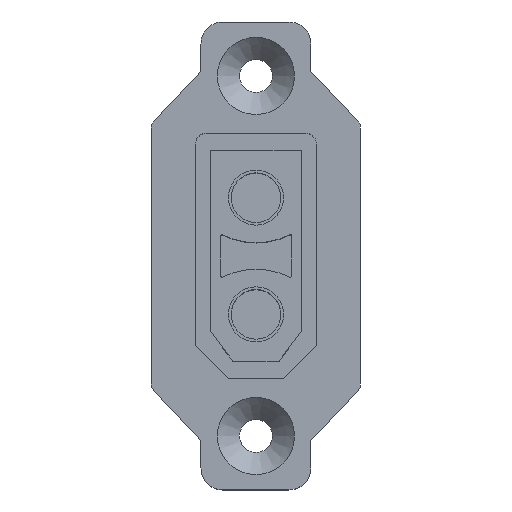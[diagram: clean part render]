
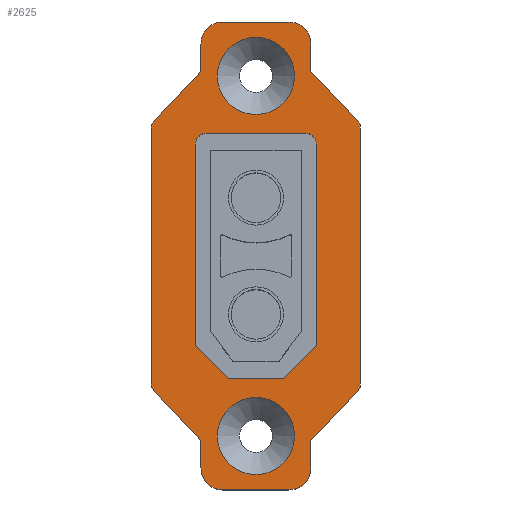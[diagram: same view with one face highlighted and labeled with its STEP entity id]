
A CAD part, top view. The second image highlights one B-rep face of the part: STEP entity #2625.
In plain terms, the highlighted planar face has unit normal (0, 0, 1).
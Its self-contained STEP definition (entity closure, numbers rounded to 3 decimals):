
#2142 = VERTEX_POINT('',#2143);
#2143 = CARTESIAN_POINT('',(5.5,-10.15,0.));
#2149 = EDGE_CURVE('',#2142,#2150,#2152,.T.);
#2150 = VERTEX_POINT('',#2151);
#2151 = CARTESIAN_POINT('',(4.5,-11.15,0.));
#2152 = CIRCLE('',#2153,1.);
#2153 = AXIS2_PLACEMENT_3D('',#2154,#2155,#2156);
#2154 = CARTESIAN_POINT('',(4.5,-10.15,0.));
#2155 = DIRECTION('',(0.,0.,-1.));
#2156 = DIRECTION('',(0.,1.,0.));
#2173 = EDGE_CURVE('',#2142,#2174,#2176,.T.);
#2174 = VERTEX_POINT('',#2175);
#2175 = CARTESIAN_POINT('',(5.5,8.15,0.));
#2176 = LINE('',#2177,#2178);
#2177 = CARTESIAN_POINT('',(5.5,-11.15,0.));
#2178 = VECTOR('',#2179,1.);
#2179 = DIRECTION('',(0.,1.,0.));
#2197 = EDGE_CURVE('',#2150,#2198,#2200,.T.);
#2198 = VERTEX_POINT('',#2199);
#2199 = CARTESIAN_POINT('',(-4.5,-11.15,0.));
#2200 = LINE('',#2201,#2202);
#2201 = CARTESIAN_POINT('',(5.5,-11.15,0.));
#2202 = VECTOR('',#2203,1.);
#2203 = DIRECTION('',(-1.,0.,0.));
#2221 = EDGE_CURVE('',#2174,#2222,#2224,.T.);
#2222 = VERTEX_POINT('',#2223);
#2223 = CARTESIAN_POINT('',(2.5,11.15,0.));
#2224 = LINE('',#2225,#2226);
#2225 = CARTESIAN_POINT('',(5.413,8.238,0.));
#2226 = VECTOR('',#2227,1.);
#2227 = DIRECTION('',(-0.707,0.707,0.));
#2246 = EDGE_CURVE('',#2198,#2247,#2249,.T.);
#2247 = VERTEX_POINT('',#2248);
#2248 = CARTESIAN_POINT('',(-5.5,-10.15,0.));
#2249 = CIRCLE('',#2250,1.);
#2250 = AXIS2_PLACEMENT_3D('',#2251,#2252,#2253);
#2251 = CARTESIAN_POINT('',(-4.5,-10.15,0.));
#2252 = DIRECTION('',(0.,0.,-1.));
#2253 = DIRECTION('',(0.,1.,0.));
#2270 = EDGE_CURVE('',#2222,#2271,#2273,.T.);
#2271 = VERTEX_POINT('',#2272);
#2272 = CARTESIAN_POINT('',(-2.5,11.15,0.));
#2273 = LINE('',#2274,#2275);
#2274 = CARTESIAN_POINT('',(5.5,11.15,0.));
#2275 = VECTOR('',#2276,1.);
#2276 = DIRECTION('',(-1.,0.,0.));
#2294 = EDGE_CURVE('',#2295,#2247,#2297,.T.);
#2295 = VERTEX_POINT('',#2296);
#2296 = CARTESIAN_POINT('',(-5.5,8.15,0.));
#2297 = LINE('',#2298,#2299);
#2298 = CARTESIAN_POINT('',(-5.5,11.15,0.));
#2299 = VECTOR('',#2300,1.);
#2300 = DIRECTION('',(0.,-1.,0.));
#2318 = EDGE_CURVE('',#2271,#2295,#2319,.T.);
#2319 = LINE('',#2320,#2321);
#2320 = CARTESIAN_POINT('',(-5.413,8.238,0.));
#2321 = VECTOR('',#2322,1.);
#2322 = DIRECTION('',(-0.707,-0.707,0.));
#2625 = ADVANCED_FACE('',(#2626,#2636,#2806,#2817),#2828,.T.);
#2626 = FACE_BOUND('',#2627,.T.);
#2627 = EDGE_LOOP('',(#2628,#2629,#2630,#2631,#2632,#2633,#2634,#2635));
#2628 = ORIENTED_EDGE('',*,*,#2173,.F.);
#2629 = ORIENTED_EDGE('',*,*,#2149,.T.);
#2630 = ORIENTED_EDGE('',*,*,#2197,.T.);
#2631 = ORIENTED_EDGE('',*,*,#2246,.T.);
#2632 = ORIENTED_EDGE('',*,*,#2294,.F.);
#2633 = ORIENTED_EDGE('',*,*,#2318,.F.);
#2634 = ORIENTED_EDGE('',*,*,#2270,.F.);
#2635 = ORIENTED_EDGE('',*,*,#2221,.F.);
#2636 = FACE_BOUND('',#2637,.T.);
#2637 = EDGE_LOOP('',(#2638,#2648,#2657,#2665,#2674,#2682,#2690,#2699,
    #2707,#2716,#2724,#2732,#2741,#2749,#2758,#2766,#2774,#2783,#2791,
    #2800));
#2638 = ORIENTED_EDGE('',*,*,#2639,.F.);
#2639 = EDGE_CURVE('',#2640,#2642,#2644,.T.);
#2640 = VERTEX_POINT('',#2641);
#2641 = CARTESIAN_POINT('',(-9.226,12.289,0.));
#2642 = VERTEX_POINT('',#2643);
#2643 = CARTESIAN_POINT('',(-5.,16.75,0.));
#2644 = LINE('',#2645,#2646);
#2645 = CARTESIAN_POINT('',(-9.5,12.,0.));
#2646 = VECTOR('',#2647,1.);
#2647 = DIRECTION('',(0.688,0.726,0.));
#2648 = ORIENTED_EDGE('',*,*,#2649,.T.);
#2649 = EDGE_CURVE('',#2640,#2650,#2652,.T.);
#2650 = VERTEX_POINT('',#2651);
#2651 = CARTESIAN_POINT('',(-9.5,11.602,0.));
#2652 = CIRCLE('',#2653,1.);
#2653 = AXIS2_PLACEMENT_3D('',#2654,#2655,#2656);
#2654 = CARTESIAN_POINT('',(-8.5,11.602,0.));
#2655 = DIRECTION('',(0.,-0.,1.));
#2656 = DIRECTION('',(0.,1.,0.));
#2657 = ORIENTED_EDGE('',*,*,#2658,.F.);
#2658 = EDGE_CURVE('',#2659,#2650,#2661,.T.);
#2659 = VERTEX_POINT('',#2660);
#2660 = CARTESIAN_POINT('',(-9.5,-11.602,0.));
#2661 = LINE('',#2662,#2663);
#2662 = CARTESIAN_POINT('',(-9.5,-12.,0.));
#2663 = VECTOR('',#2664,1.);
#2664 = DIRECTION('',(0.,1.,0.));
#2665 = ORIENTED_EDGE('',*,*,#2666,.T.);
#2666 = EDGE_CURVE('',#2659,#2667,#2669,.T.);
#2667 = VERTEX_POINT('',#2668);
#2668 = CARTESIAN_POINT('',(-9.226,-12.289,0.));
#2669 = CIRCLE('',#2670,1.);
#2670 = AXIS2_PLACEMENT_3D('',#2671,#2672,#2673);
#2671 = CARTESIAN_POINT('',(-8.5,-11.602,0.));
#2672 = DIRECTION('',(0.,-0.,1.));
#2673 = DIRECTION('',(0.,1.,0.));
#2674 = ORIENTED_EDGE('',*,*,#2675,.T.);
#2675 = EDGE_CURVE('',#2667,#2676,#2678,.T.);
#2676 = VERTEX_POINT('',#2677);
#2677 = CARTESIAN_POINT('',(-5.,-16.75,0.));
#2678 = LINE('',#2679,#2680);
#2679 = CARTESIAN_POINT('',(-9.5,-12.,0.));
#2680 = VECTOR('',#2681,1.);
#2681 = DIRECTION('',(0.688,-0.726,0.));
#2682 = ORIENTED_EDGE('',*,*,#2683,.T.);
#2683 = EDGE_CURVE('',#2676,#2684,#2686,.T.);
#2684 = VERTEX_POINT('',#2685);
#2685 = CARTESIAN_POINT('',(-5.,-19.25,0.));
#2686 = LINE('',#2687,#2688);
#2687 = CARTESIAN_POINT('',(-5.,-16.75,0.));
#2688 = VECTOR('',#2689,1.);
#2689 = DIRECTION('',(0.,-1.,0.));
#2690 = ORIENTED_EDGE('',*,*,#2691,.F.);
#2691 = EDGE_CURVE('',#2692,#2684,#2694,.T.);
#2692 = VERTEX_POINT('',#2693);
#2693 = CARTESIAN_POINT('',(-3.,-21.25,0.));
#2694 = CIRCLE('',#2695,2.);
#2695 = AXIS2_PLACEMENT_3D('',#2696,#2697,#2698);
#2696 = CARTESIAN_POINT('',(-3.,-19.25,0.));
#2697 = DIRECTION('',(0.,0.,-1.));
#2698 = DIRECTION('',(0.,1.,0.));
#2699 = ORIENTED_EDGE('',*,*,#2700,.T.);
#2700 = EDGE_CURVE('',#2692,#2701,#2703,.T.);
#2701 = VERTEX_POINT('',#2702);
#2702 = CARTESIAN_POINT('',(3.,-21.25,0.));
#2703 = LINE('',#2704,#2705);
#2704 = CARTESIAN_POINT('',(-5.,-21.25,0.));
#2705 = VECTOR('',#2706,1.);
#2706 = DIRECTION('',(1.,0.,0.));
#2707 = ORIENTED_EDGE('',*,*,#2708,.F.);
#2708 = EDGE_CURVE('',#2709,#2701,#2711,.T.);
#2709 = VERTEX_POINT('',#2710);
#2710 = CARTESIAN_POINT('',(5.,-19.25,0.));
#2711 = CIRCLE('',#2712,2.);
#2712 = AXIS2_PLACEMENT_3D('',#2713,#2714,#2715);
#2713 = CARTESIAN_POINT('',(3.,-19.25,0.));
#2714 = DIRECTION('',(0.,0.,-1.));
#2715 = DIRECTION('',(0.,1.,0.));
#2716 = ORIENTED_EDGE('',*,*,#2717,.T.);
#2717 = EDGE_CURVE('',#2709,#2718,#2720,.T.);
#2718 = VERTEX_POINT('',#2719);
#2719 = CARTESIAN_POINT('',(5.,-16.75,0.));
#2720 = LINE('',#2721,#2722);
#2721 = CARTESIAN_POINT('',(5.,-21.25,0.));
#2722 = VECTOR('',#2723,1.);
#2723 = DIRECTION('',(0.,1.,0.));
#2724 = ORIENTED_EDGE('',*,*,#2725,.T.);
#2725 = EDGE_CURVE('',#2718,#2726,#2728,.T.);
#2726 = VERTEX_POINT('',#2727);
#2727 = CARTESIAN_POINT('',(9.226,-12.289,0.));
#2728 = LINE('',#2729,#2730);
#2729 = CARTESIAN_POINT('',(5.,-16.75,0.));
#2730 = VECTOR('',#2731,1.);
#2731 = DIRECTION('',(0.688,0.726,0.));
#2732 = ORIENTED_EDGE('',*,*,#2733,.F.);
#2733 = EDGE_CURVE('',#2734,#2726,#2736,.T.);
#2734 = VERTEX_POINT('',#2735);
#2735 = CARTESIAN_POINT('',(9.5,-11.602,0.));
#2736 = CIRCLE('',#2737,1.);
#2737 = AXIS2_PLACEMENT_3D('',#2738,#2739,#2740);
#2738 = CARTESIAN_POINT('',(8.5,-11.602,0.));
#2739 = DIRECTION('',(0.,0.,-1.));
#2740 = DIRECTION('',(0.,1.,0.));
#2741 = ORIENTED_EDGE('',*,*,#2742,.F.);
#2742 = EDGE_CURVE('',#2743,#2734,#2745,.T.);
#2743 = VERTEX_POINT('',#2744);
#2744 = CARTESIAN_POINT('',(9.5,11.602,0.));
#2745 = LINE('',#2746,#2747);
#2746 = CARTESIAN_POINT('',(9.5,12.,0.));
#2747 = VECTOR('',#2748,1.);
#2748 = DIRECTION('',(0.,-1.,0.));
#2749 = ORIENTED_EDGE('',*,*,#2750,.F.);
#2750 = EDGE_CURVE('',#2751,#2743,#2753,.T.);
#2751 = VERTEX_POINT('',#2752);
#2752 = CARTESIAN_POINT('',(9.226,12.289,0.));
#2753 = CIRCLE('',#2754,1.);
#2754 = AXIS2_PLACEMENT_3D('',#2755,#2756,#2757);
#2755 = CARTESIAN_POINT('',(8.5,11.602,0.));
#2756 = DIRECTION('',(0.,0.,-1.));
#2757 = DIRECTION('',(0.,1.,0.));
#2758 = ORIENTED_EDGE('',*,*,#2759,.F.);
#2759 = EDGE_CURVE('',#2760,#2751,#2762,.T.);
#2760 = VERTEX_POINT('',#2761);
#2761 = CARTESIAN_POINT('',(5.,16.75,0.));
#2762 = LINE('',#2763,#2764);
#2763 = CARTESIAN_POINT('',(5.,16.75,0.));
#2764 = VECTOR('',#2765,1.);
#2765 = DIRECTION('',(0.688,-0.726,0.));
#2766 = ORIENTED_EDGE('',*,*,#2767,.F.);
#2767 = EDGE_CURVE('',#2768,#2760,#2770,.T.);
#2768 = VERTEX_POINT('',#2769);
#2769 = CARTESIAN_POINT('',(5.,19.25,0.));
#2770 = LINE('',#2771,#2772);
#2771 = CARTESIAN_POINT('',(5.,21.25,0.));
#2772 = VECTOR('',#2773,1.);
#2773 = DIRECTION('',(0.,-1.,0.));
#2774 = ORIENTED_EDGE('',*,*,#2775,.F.);
#2775 = EDGE_CURVE('',#2776,#2768,#2778,.T.);
#2776 = VERTEX_POINT('',#2777);
#2777 = CARTESIAN_POINT('',(3.,21.25,0.));
#2778 = CIRCLE('',#2779,2.);
#2779 = AXIS2_PLACEMENT_3D('',#2780,#2781,#2782);
#2780 = CARTESIAN_POINT('',(3.,19.25,0.));
#2781 = DIRECTION('',(0.,0.,-1.));
#2782 = DIRECTION('',(0.,1.,0.));
#2783 = ORIENTED_EDGE('',*,*,#2784,.F.);
#2784 = EDGE_CURVE('',#2785,#2776,#2787,.T.);
#2785 = VERTEX_POINT('',#2786);
#2786 = CARTESIAN_POINT('',(-3.,21.25,0.));
#2787 = LINE('',#2788,#2789);
#2788 = CARTESIAN_POINT('',(-5.,21.25,0.));
#2789 = VECTOR('',#2790,1.);
#2790 = DIRECTION('',(1.,0.,0.));
#2791 = ORIENTED_EDGE('',*,*,#2792,.F.);
#2792 = EDGE_CURVE('',#2793,#2785,#2795,.T.);
#2793 = VERTEX_POINT('',#2794);
#2794 = CARTESIAN_POINT('',(-5.,19.25,0.));
#2795 = CIRCLE('',#2796,2.);
#2796 = AXIS2_PLACEMENT_3D('',#2797,#2798,#2799);
#2797 = CARTESIAN_POINT('',(-3.,19.25,0.));
#2798 = DIRECTION('',(0.,0.,-1.));
#2799 = DIRECTION('',(0.,1.,0.));
#2800 = ORIENTED_EDGE('',*,*,#2801,.F.);
#2801 = EDGE_CURVE('',#2642,#2793,#2802,.T.);
#2802 = LINE('',#2803,#2804);
#2803 = CARTESIAN_POINT('',(-5.,16.75,0.));
#2804 = VECTOR('',#2805,1.);
#2805 = DIRECTION('',(0.,1.,0.));
#2806 = FACE_BOUND('',#2807,.T.);
#2807 = EDGE_LOOP('',(#2808));
#2808 = ORIENTED_EDGE('',*,*,#2809,.F.);
#2809 = EDGE_CURVE('',#2810,#2810,#2812,.T.);
#2810 = VERTEX_POINT('',#2811);
#2811 = CARTESIAN_POINT('',(3.5,16.35,0.));
#2812 = CIRCLE('',#2813,3.5);
#2813 = AXIS2_PLACEMENT_3D('',#2814,#2815,#2816);
#2814 = CARTESIAN_POINT('',(0.,16.35,0.));
#2815 = DIRECTION('',(0.,0.,1.));
#2816 = DIRECTION('',(1.,0.,0.));
#2817 = FACE_BOUND('',#2818,.T.);
#2818 = EDGE_LOOP('',(#2819));
#2819 = ORIENTED_EDGE('',*,*,#2820,.F.);
#2820 = EDGE_CURVE('',#2821,#2821,#2823,.T.);
#2821 = VERTEX_POINT('',#2822);
#2822 = CARTESIAN_POINT('',(3.5,-16.35,0.));
#2823 = CIRCLE('',#2824,3.5);
#2824 = AXIS2_PLACEMENT_3D('',#2825,#2826,#2827);
#2825 = CARTESIAN_POINT('',(0.,-16.35,0.));
#2826 = DIRECTION('',(0.,0.,1.));
#2827 = DIRECTION('',(1.,0.,0.));
#2828 = PLANE('',#2829);
#2829 = AXIS2_PLACEMENT_3D('',#2830,#2831,#2832);
#2830 = CARTESIAN_POINT('',(0.,0.,0.));
#2831 = DIRECTION('',(0.,0.,1.));
#2832 = DIRECTION('',(1.,0.,0.));
